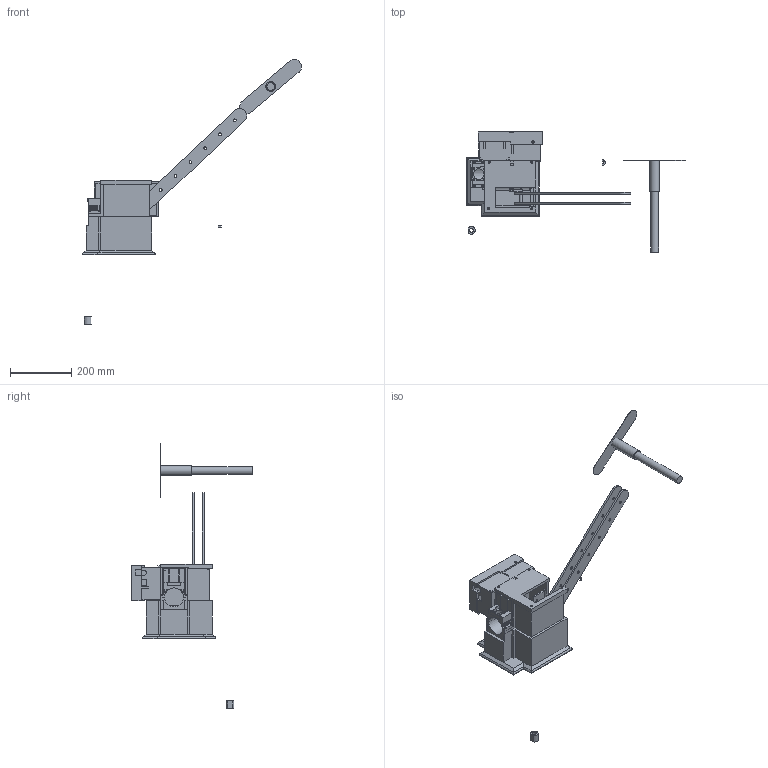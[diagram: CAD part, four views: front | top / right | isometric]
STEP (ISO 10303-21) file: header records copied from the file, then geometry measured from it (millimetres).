
FILE_DESCRIPTION(/* description */ (''),/* implementation_level */ '2;1');
FILE_NAME(/* name */ 'Automatic_Rocker_v4.step',/* time_stamp */ '2024-10-31T19:21:03-06:00',/* author */ (''),/* organization */ (''),/* preprocessor_version */ 'ST-DEVELOPER v20',/* originating_system */ 'Autodesk Translation Framework v13.20.0.188',/* authorisation */ '');
FILE_SCHEMA (('AUTOMOTIVE_DESIGN { 1 0 10303 214 3 1 1 }'));
Length unit declared in the file: millimetre
Products named in the file (16): Rocker v4; Enclosure Base; Rocker Path; pseudo-bar; M6x10 Coupler nut; Crank; Motor connection; M6x40shoulder bolt; Linkage 2; Bottom electronic enclosure; Electronic enclosure lid; Main Enclosure Lid; Sliding Motor Lid; weighted base; spacer covers; spacer fior shoulder bolt
Assembly tree (16 placements, depth 3):
  Rocker v4
    Enclosure Base
    Rocker Path
    pseudo-bar
    M6x10 Coupler nut
    Crank
    Motor connection
    M6x40shoulder bolt
    Linkage 2  x2
    Bottom electronic enclosure
      Electronic enclosure lid
    Main Enclosure Lid
    Sliding Motor Lid
    weighted base
    spacer covers
    spacer fior shoulder bolt
Bounding box: 718.1 x 394 x 868.11 mm (x, y, z)
Volume: 4293280.2 mm3; surface area: 1005421.5 mm2
Topology: 16 solids, 16 shells, 1000 faces, 2609 edges, 1713 vertices
Faces by surface type: plane 590, bspline 246, cylinder 149, torus 9, cone 6
Full cylindrical faces by diameter (mm): 3 x6, 3.475 x4, 4.4 x28, 5.035 x1, 5.884 x2, 6 x7, 7 x15, 8 x4, 8.89 x14, 10 x3, 12 x1, 12.7 x1, 13 x1, 18 x1, 22 x2, 25.5 x1, 32 x1, 35 x1
Entity records: 33004 total; most frequent: CARTESIAN_POINT 9639, ORIENTED_EDGE 5130, DIRECTION 3902, EDGE_CURVE 2565, LINE 1758, VECTOR 1758, VERTEX_POINT 1685, EDGE_LOOP 1144
